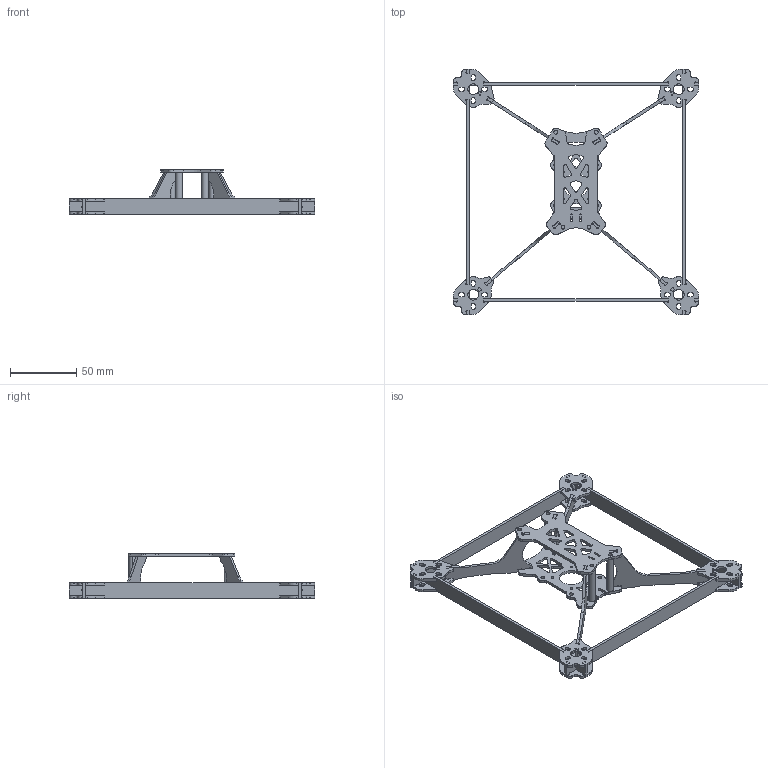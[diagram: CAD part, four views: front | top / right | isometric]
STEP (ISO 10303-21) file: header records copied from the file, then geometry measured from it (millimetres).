
FILE_DESCRIPTION (( 'STEP AP214' ), '1' );
FILE_NAME ('Source V-01.STEP', '2020-03-30T09:11:26', ( '' ), ( '' ), 'SwSTEP 2.0', 'SolidWorks 2017', '' );
FILE_SCHEMA (( 'AUTOMOTIVE_DESIGN' ));
Length unit declared in the file: millimetre
Products named in the file (45): Source V-0118; Source V-0113; Source V-015; Source V-0123; Source V-0117; Source V-016; Source V-0122; Source V-0112; Source V-0110; Source V-0115; Source V-011; Source V-013; Source V-0121; Source V-0120; Source V-017; Source V-014; Source V-0116; Source V-0114; Source V-0119; Source V-012; Source V-01; Source V-018; Source V-019
Assembly tree (22 placements, depth 2):
  Source V-0118
  Source V-015
  Source V-016
  Source V-0122
  Source V-0112
Bounding box: 185.56 x 185.56 x 34 mm (x, y, z)
Surface area: 54580.5 mm2 (no closed solid volume)
Topology: 0 solids, 22 shells, 1414 faces, 4110 edges, 2740 vertices
Faces by surface type: cylinder 741, plane 673
Entity records: 48446 total; most frequent: DIRECTION 8472, CARTESIAN_POINT 8290, ORIENTED_EDGE 8220, EDGE_CURVE 4110, AXIS2_PLACEMENT_3D 2922, VERTEX_POINT 2740, LINE 2628, VECTOR 2628
